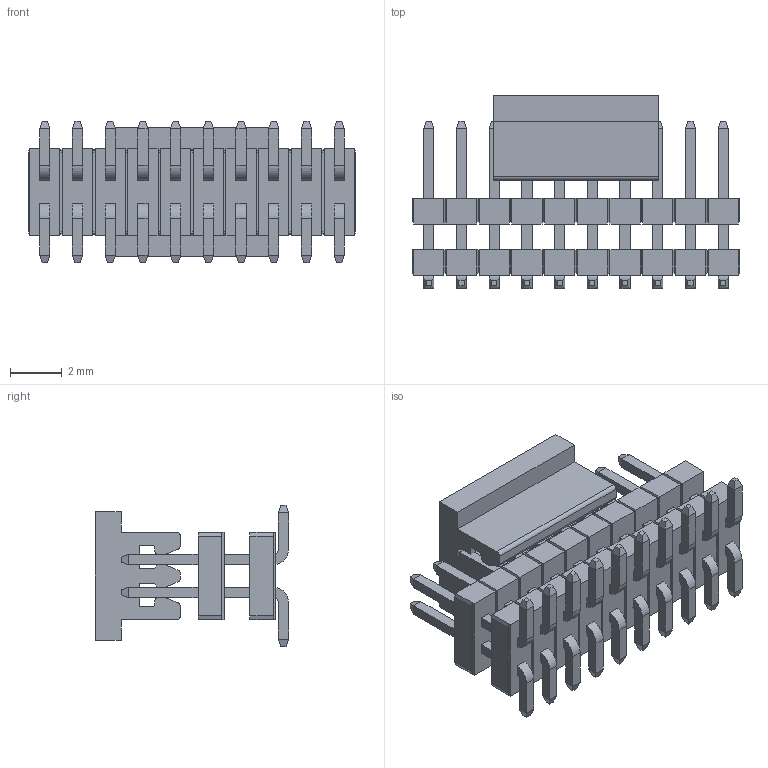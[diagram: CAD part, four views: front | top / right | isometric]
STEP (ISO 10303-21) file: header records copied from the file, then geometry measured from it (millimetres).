
FILE_DESCRIPTION( ('This file contains a STEP AP42 implementation' ,'as created by ZW3D STEP Interface translator.') ,'2;1' );
FILE_NAME( '1310-22XXXXM082XXXX(拸翐).stp' ,'23 315.171118', (''), ('ZWCAD Software Co.'), 'Version 1.0', 'ZW3D to STEP translator', '' );
FILE_SCHEMA(('AUTOMOTIVE_DESIGN { 1 0 10303 214 1 1 1 1 }'));
Length unit declared in the file: millimetre
Products named in the file (2): 0; 1310-2210XXM082XXXX(拸翐)
Bounding box: 12.7 x 7.5 x 5.5 mm (x, y, z)
Volume: 164.5 mm3; surface area: 753.8 mm2
Topology: 23 solids, 23 shells, 944 faces, 2294 edges, 1396 vertices
Faces by surface type: plane 886, cylinder 58
Entity records: 27711 total; most frequent: CARTESIAN_POINT 4635, ORIENTED_EDGE 4588, DIRECTION 4300, EDGE_CURVE 2294, VECTOR 2178, LINE 2178, VERTEX_POINT 1396, AXIS2_PLACEMENT_3D 1061
